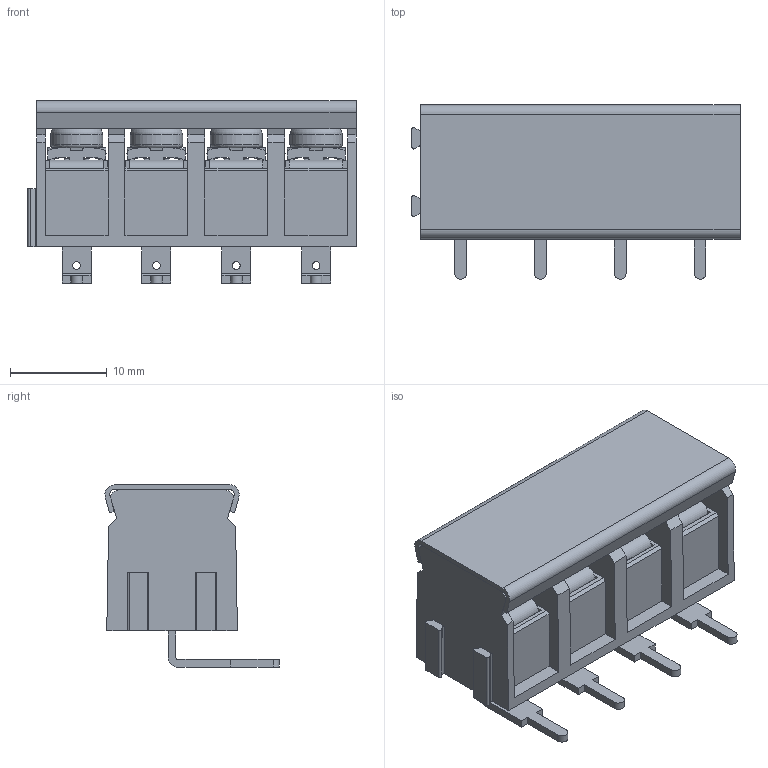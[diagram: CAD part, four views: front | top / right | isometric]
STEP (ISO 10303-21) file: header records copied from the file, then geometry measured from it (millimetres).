
FILE_DESCRIPTION( ( 'Unknown' ), '1' );
FILE_NAME( 'T33M-EO3104.stp', 'Unknown', ( 'Unknown' ), ( 'Unknown' ), 'XStep 1.0', 'Unknown', ' ' );
FILE_SCHEMA( ( 'automotive_design' ) );
Length unit declared in the file: millimetre
Products named in the file (1): 1
Bounding box: 33.9 x 17.98 x 18.85 mm (x, y, z)
Volume: 4377.3 mm3; surface area: 5977.5 mm2
Topology: 1 solids, 7 shells, 1135 faces, 3077 edges, 1990 vertices
Faces by surface type: plane 672, cylinder 285, bspline 80, torus 78, cone 20
Full cylindrical faces by diameter (mm): 0.001 x6, 0.5 x32, 0.8 x4, 5.4 x4
Entity records: 43296 total; most frequent: CARTESIAN_POINT 15297, ORIENTED_EDGE 5992, DIRECTION 5587, EDGE_CURVE 2996, VERTEX_POINT 1971, AXIS2_PLACEMENT_3D 1873, LINE 1841, VECTOR 1841
